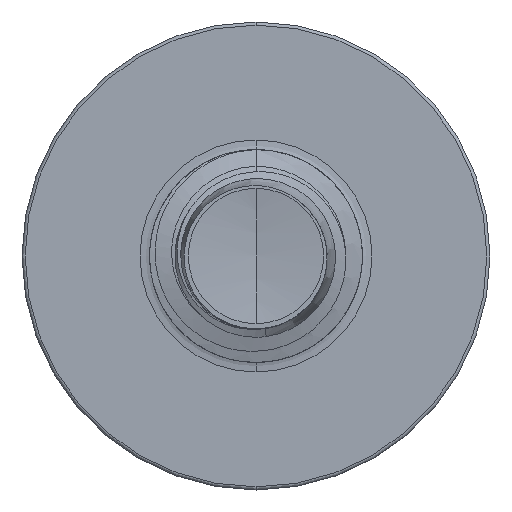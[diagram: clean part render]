
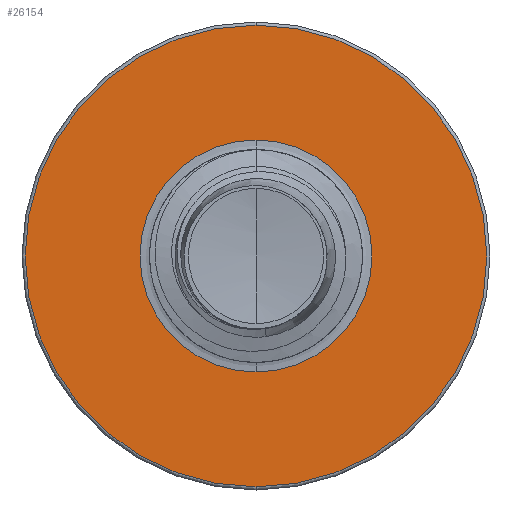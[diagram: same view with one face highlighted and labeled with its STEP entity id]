
A CAD part, front view. The second image highlights one B-rep face of the part: STEP entity #26154.
In plain terms, the highlighted planar face has unit normal (0, -1, 0).
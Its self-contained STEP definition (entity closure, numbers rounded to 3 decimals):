
#1882 = CARTESIAN_POINT ( 'NONE',  ( 0., 15., -1.363 ) ) ;
#2143 = FACE_OUTER_BOUND ( 'NONE', #3259, .T. ) ;
#2180 = DIRECTION ( 'NONE',  ( 0., 1., 0. ) ) ;
#3259 = EDGE_LOOP ( 'NONE', ( #12359, #18904 ) ) ;
#4376 = CARTESIAN_POINT ( 'NONE',  ( 0., 15., 0. ) ) ;
#4632 = AXIS2_PLACEMENT_3D ( 'NONE', #17184, #22651, #5217 ) ;
#5217 = DIRECTION ( 'NONE',  ( 0., 0., 1. ) ) ;
#7539 = DIRECTION ( 'NONE',  ( 0., 0., 1. ) ) ;
#8687 = ORIENTED_EDGE ( 'NONE', *, *, #19758, .T. ) ;
#10316 = AXIS2_PLACEMENT_3D ( 'NONE', #20056, #2180, #22769 ) ;
#10667 = AXIS2_PLACEMENT_3D ( 'NONE', #29788, #14356, #32101 ) ;
#12359 = ORIENTED_EDGE ( 'NONE', *, *, #31459, .F. ) ;
#12611 = DIRECTION ( 'NONE',  ( 0., 1., 0. ) ) ;
#14356 = DIRECTION ( 'NONE',  ( 0., 1., 0. ) ) ;
#15688 = VERTEX_POINT ( 'NONE', #33764 ) ;
#17184 = CARTESIAN_POINT ( 'NONE',  ( 0., 15., -1.363 ) ) ;
#17266 = EDGE_CURVE ( 'NONE', #30937, #21598, #30296, .T. ) ;
#17346 = FACE_BOUND ( 'NONE', #34998, .T. ) ;
#18904 = ORIENTED_EDGE ( 'NONE', *, *, #17266, .F. ) ;
#19758 = EDGE_CURVE ( 'NONE', #15688, #33319, #22837, .T. ) ;
#20056 = CARTESIAN_POINT ( 'NONE',  ( 0., 15., 0. ) ) ;
#20506 = EDGE_CURVE ( 'NONE', #33319, #15688, #21190, .T. ) ;
#21190 = CIRCLE ( 'NONE', #21785, 1.363 ) ;
#21598 = VERTEX_POINT ( 'NONE', #26484 ) ;
#21785 = AXIS2_PLACEMENT_3D ( 'NONE', #28485, #12611, #30716 ) ;
#22651 = DIRECTION ( 'NONE',  ( 0., 1., 0. ) ) ;
#22769 = DIRECTION ( 'NONE',  ( 0., 0., 1. ) ) ;
#22837 = CIRCLE ( 'NONE', #10316, 1.363 ) ;
#24466 = ORIENTED_EDGE ( 'NONE', *, *, #20506, .T. ) ;
#24522 = DIRECTION ( 'NONE',  ( 0., 1., 0. ) ) ;
#26154 = ADVANCED_FACE ( 'NONE', ( #2143, #17346 ), #29668, .F. ) ;
#26484 = CARTESIAN_POINT ( 'NONE',  ( 0., 15., 2.713 ) ) ;
#28485 = CARTESIAN_POINT ( 'NONE',  ( 0., 15., 0. ) ) ;
#28791 = CARTESIAN_POINT ( 'NONE',  ( 0., 15., -2.712 ) ) ;
#29668 = PLANE ( 'NONE',  #4632 ) ;
#29788 = CARTESIAN_POINT ( 'NONE',  ( 0., 15., 0. ) ) ;
#30296 = CIRCLE ( 'NONE', #35632, 2.713 ) ;
#30716 = DIRECTION ( 'NONE',  ( 0., 0., 1. ) ) ;
#30937 = VERTEX_POINT ( 'NONE', #28791 ) ;
#31459 = EDGE_CURVE ( 'NONE', #21598, #30937, #32483, .T. ) ;
#32101 = DIRECTION ( 'NONE',  ( 0., 0., 1. ) ) ;
#32483 = CIRCLE ( 'NONE', #10667, 2.713 ) ;
#33319 = VERTEX_POINT ( 'NONE', #1882 ) ;
#33764 = CARTESIAN_POINT ( 'NONE',  ( 0., 15., 1.363 ) ) ;
#34998 = EDGE_LOOP ( 'NONE', ( #8687, #24466 ) ) ;
#35632 = AXIS2_PLACEMENT_3D ( 'NONE', #4376, #24522, #7539 ) ;
